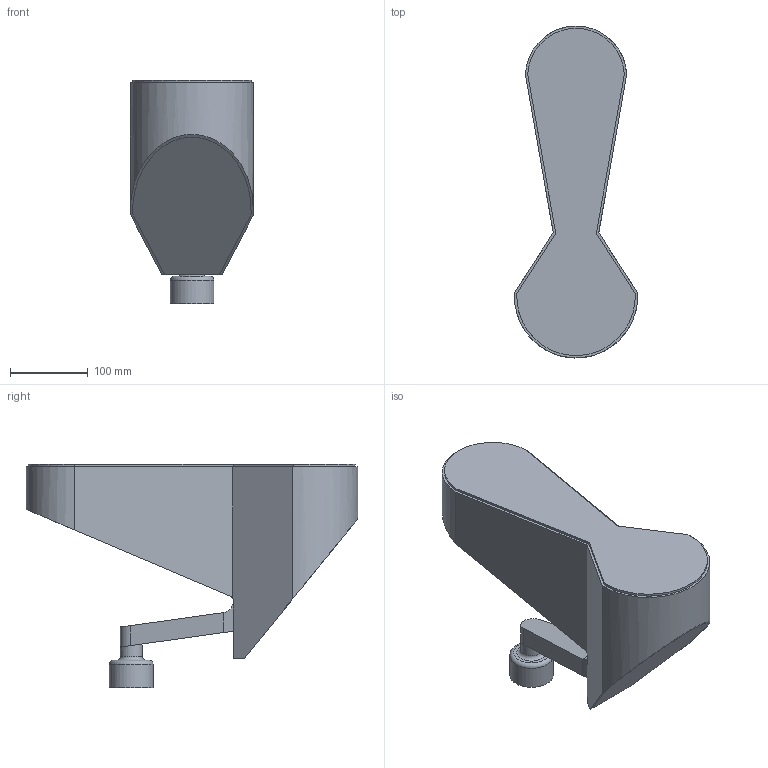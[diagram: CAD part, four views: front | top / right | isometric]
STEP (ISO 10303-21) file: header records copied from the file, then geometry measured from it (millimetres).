
FILE_DESCRIPTION(/* description */ (''),/* implementation_level */ '2;1');
FILE_NAME(/* name */ 'EOOSmod_assembly.stp',/* time_stamp */ '2024-11-19T10:29:08+02:00',/* author */ (''),/* organization */ (''),/* preprocessor_version */ 'ST-DEVELOPER v16.7',/* originating_system */ 'SIEMENS PLM Software NX 12.0',/* authorisation */ '');
FILE_SCHEMA (('AUTOMOTIVE_DESIGN { 1 0 10303 214 3 1 1 1 }'));
Length unit declared in the file: millimetre
Products named in the file (8): EOOSmod8; EOOSmod7; EOOSmod_6; EOOSmod5; EOOSmod2impr; EOOSmod_3; EOOSmod9; EOOSmodASS
Assembly tree (7 placements, depth 2):
  EOOSmodASS
    EOOSmod9
    EOOSmod_3
    EOOSmod2impr
    EOOSmod5
    EOOSmod_6
    EOOSmod7
    EOOSmod8
Bounding box: 157.94 x 425.97 x 286.51 mm (x, y, z)
Volume: 805729 mm3; surface area: 553941.6 mm2
Topology: 7 solids, 7 shells, 88 faces, 207 edges, 135 vertices
Faces by surface type: plane 64, cylinder 20, torus 4
Full cylindrical faces by diameter (mm): 22 x1, 28 x1, 50 x1, 56 x1
Entity records: 2648 total; most frequent: DIRECTION 438, CARTESIAN_POINT 424, ORIENTED_EDGE 392, EDGE_CURVE 196, LINE 146, VECTOR 146, AXIS2_PLACEMENT_3D 146, VERTEX_POINT 132
